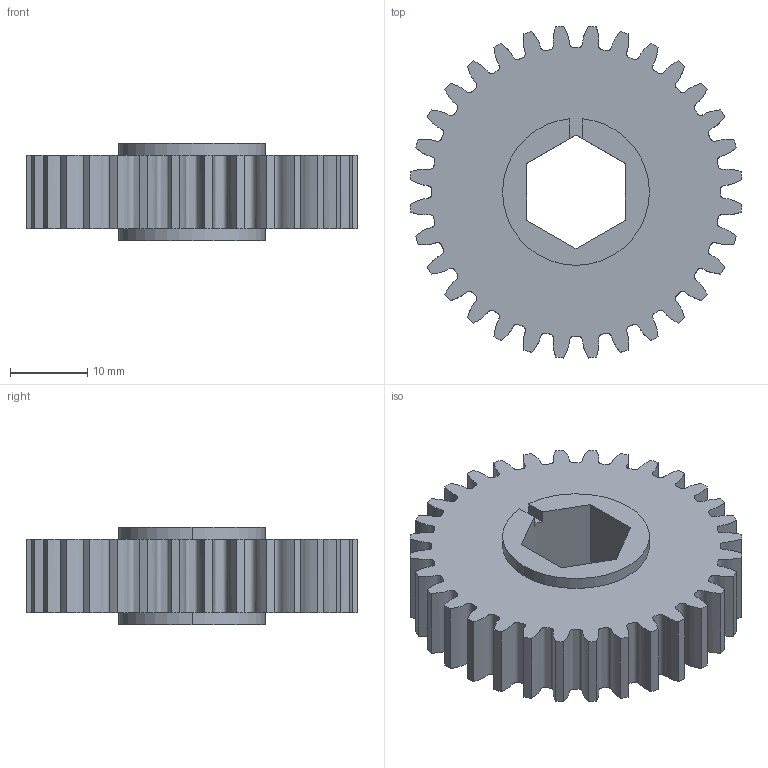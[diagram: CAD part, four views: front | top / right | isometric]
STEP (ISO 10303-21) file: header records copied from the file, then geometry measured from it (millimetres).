
FILE_DESCRIPTION (( 'STEP AP214' ), '1' );
FILE_NAME ('WCP-0707 Rev1.step', '2022-11-24T01:48:19', ( '' ), ( '' ), 'SwSTEP 2.0', 'SolidWorks 2020', '' );
FILE_SCHEMA (( 'AUTOMOTIVE_DESIGN' ));
Length unit declared in the file: inch
Products named in the file (1): WCP-0707 Rev1
Bounding box: 43.07 x 43.07 x 12.65 mm (x, y, z)
Volume: 11732.7 mm3; surface area: 5494.8 mm2
Topology: 1 solids, 1 shells, 81 faces, 234 edges, 156 vertices
Faces by surface type: cylinder 37, bspline 32, plane 12
Entity records: 13798 total; most frequent: CARTESIAN_POINT 11768, ORIENTED_EDGE 468, DIRECTION 344, EDGE_CURVE 234, VERTEX_POINT 156, AXIS2_PLACEMENT_3D 124, VECTOR 96, LINE 96
